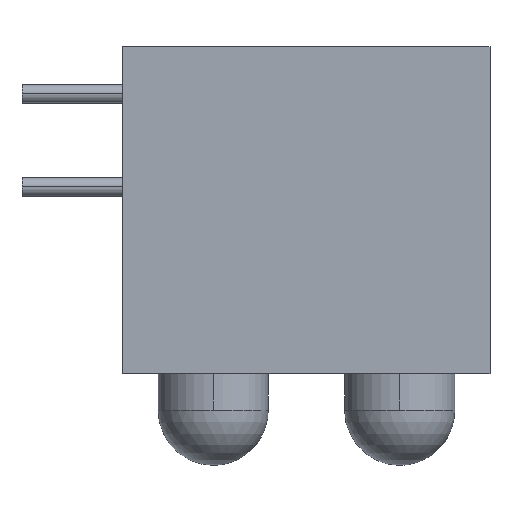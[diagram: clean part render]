
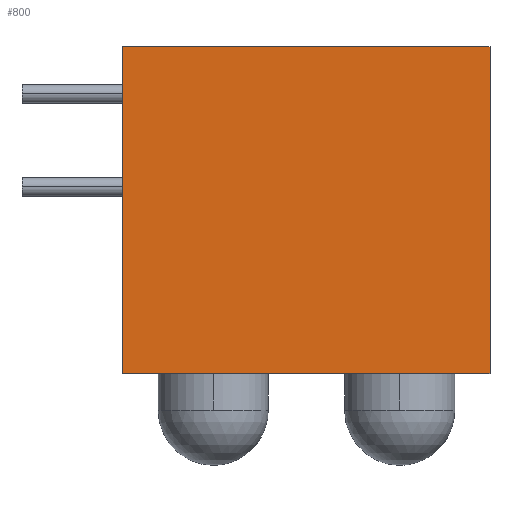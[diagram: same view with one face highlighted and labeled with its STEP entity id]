
A CAD part, top view. The second image highlights one B-rep face of the part: STEP entity #800.
In plain terms, the highlighted planar face has unit normal (0, 0, 1).
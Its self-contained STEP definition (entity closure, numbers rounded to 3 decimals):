
#15 = CARTESIAN_POINT ( 'NONE',  ( 0., 8.9, 2.225 ) ) ;
#20 = ORIENTED_EDGE ( 'NONE', *, *, #150, .T. ) ;
#39 = VECTOR ( 'NONE', #1071, 1000. ) ;
#95 = LINE ( 'NONE', #369, #783 ) ;
#100 = DIRECTION ( 'NONE',  ( 0., -1., 0. ) ) ;
#150 = EDGE_CURVE ( 'NONE', #751, #524, #95, .T. ) ;
#181 = VERTEX_POINT ( 'NONE', #878 ) ;
#208 = CARTESIAN_POINT ( 'NONE',  ( 10., 8.9, 2.225 ) ) ;
#369 = CARTESIAN_POINT ( 'NONE',  ( 0., 8.9, 2.225 ) ) ;
#407 = CARTESIAN_POINT ( 'NONE',  ( 0., 0., 2.225 ) ) ;
#483 = VECTOR ( 'NONE', #909, 1000. ) ;
#524 = VERTEX_POINT ( 'NONE', #776 ) ;
#549 = ORIENTED_EDGE ( 'NONE', *, *, #669, .F. ) ;
#593 = VECTOR ( 'NONE', #854, 1000. ) ;
#600 = VERTEX_POINT ( 'NONE', #208 ) ;
#669 = EDGE_CURVE ( 'NONE', #600, #181, #856, .T. ) ;
#682 = CARTESIAN_POINT ( 'NONE',  ( 10., 8.9, 2.225 ) ) ;
#704 = LINE ( 'NONE', #407, #483 ) ;
#722 = AXIS2_PLACEMENT_3D ( 'NONE', #865, #942, #782 ) ;
#748 = CARTESIAN_POINT ( 'NONE',  ( 0., 8.9, 2.225 ) ) ;
#751 = VERTEX_POINT ( 'NONE', #15 ) ;
#776 = CARTESIAN_POINT ( 'NONE',  ( 0., 0., 2.225 ) ) ;
#782 = DIRECTION ( 'NONE',  ( -1., 0., 0. ) ) ;
#783 = VECTOR ( 'NONE', #100, 1000. ) ;
#784 = PLANE ( 'NONE',  #722 ) ;
#800 = ADVANCED_FACE ( 'NONE', ( #993 ), #784, .F. ) ;
#854 = DIRECTION ( 'NONE',  ( 0., -1., 0. ) ) ;
#856 = LINE ( 'NONE', #682, #593 ) ;
#865 = CARTESIAN_POINT ( 'NONE',  ( 0., 8.9, 2.225 ) ) ;
#874 = EDGE_CURVE ( 'NONE', #751, #600, #935, .T. ) ;
#878 = CARTESIAN_POINT ( 'NONE',  ( 10., 0., 2.225 ) ) ;
#888 = ORIENTED_EDGE ( 'NONE', *, *, #874, .F. ) ;
#909 = DIRECTION ( 'NONE',  ( 1., 0., 0. ) ) ;
#935 = LINE ( 'NONE', #748, #39 ) ;
#942 = DIRECTION ( 'NONE',  ( 0., 0., -1. ) ) ;
#955 = EDGE_CURVE ( 'NONE', #524, #181, #704, .T. ) ;
#983 = ORIENTED_EDGE ( 'NONE', *, *, #955, .T. ) ;
#993 = FACE_OUTER_BOUND ( 'NONE', #1035, .T. ) ;
#1035 = EDGE_LOOP ( 'NONE', ( #983, #549, #888, #20 ) ) ;
#1071 = DIRECTION ( 'NONE',  ( 1., 0., 0. ) ) ;
